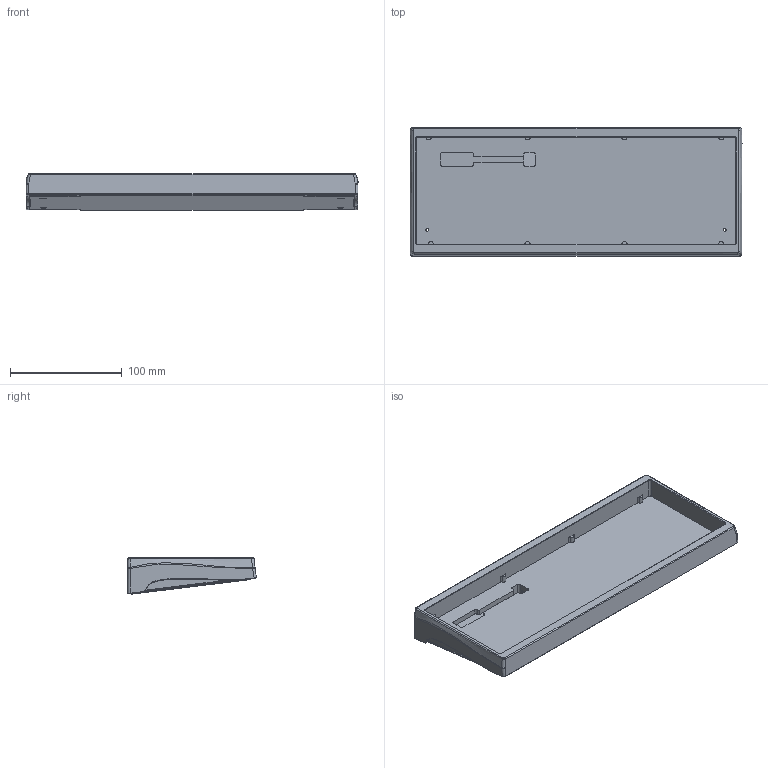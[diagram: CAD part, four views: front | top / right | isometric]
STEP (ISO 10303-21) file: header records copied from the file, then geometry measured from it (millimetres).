
FILE_DESCRIPTION(/* description */ (''),/* implementation_level */ '2;1');
FILE_NAME(/* name */ 'RoySauce 60 v2.step',/* time_stamp */ '2024-05-12T15:11:18-07:00',/* author */ (''),/* organization */ (''),/* preprocessor_version */ 'ST-DEVELOPER v20',/* originating_system */ 'Autodesk Translation Framework v12.20.1.177',/* authorisation */ '');
FILE_SCHEMA (('AUTOMOTIVE_DESIGN { 1 0 10303 214 3 1 1 }'));
Length unit declared in the file: millimetre
Products named in the file (1): RoySauce 60 v2
Bounding box: 297.7 x 115.38 x 32.43 mm (x, y, z)
Volume: 375427.6 mm3; surface area: 164758 mm2
Topology: 2 solids, 2 shells, 369 faces, 949 edges, 594 vertices
Faces by surface type: plane 165, cylinder 120, cone 50, bspline 34
Full cylindrical faces by diameter (mm): 2.529 x6
Entity records: 12748 total; most frequent: CARTESIAN_POINT 3772, ORIENTED_EDGE 1898, DIRECTION 1827, EDGE_CURVE 949, AXIS2_PLACEMENT_3D 633, VERTEX_POINT 594, LINE 561, VECTOR 561
